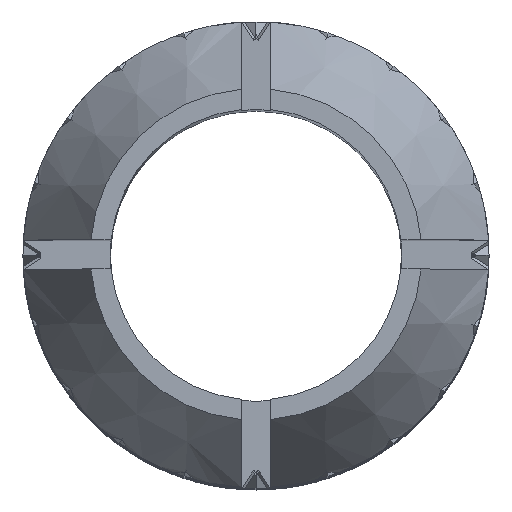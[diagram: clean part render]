
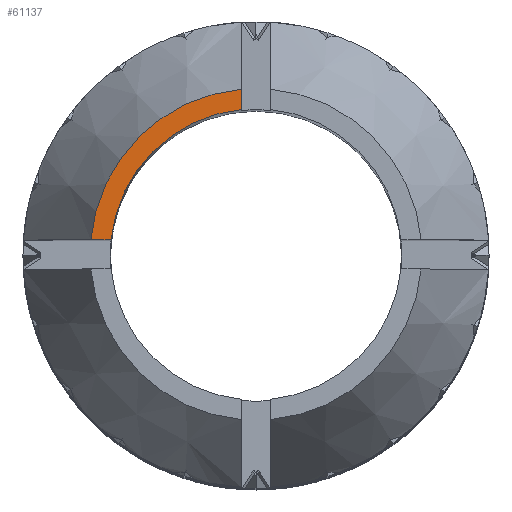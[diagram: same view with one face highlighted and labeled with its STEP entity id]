
A CAD part, top view. The second image highlights one B-rep face of the part: STEP entity #61137.
In plain terms, the highlighted planar face has unit normal (0, 0, 1).
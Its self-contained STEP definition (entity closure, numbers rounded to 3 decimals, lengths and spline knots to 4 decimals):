
#4260 = CARTESIAN_POINT ( 'NONE',  ( -0.25, 2.8343, 25. ) ) ;
#5574 = CARTESIAN_POINT ( 'NONE',  ( -2.8343, 0.25, 25. ) ) ;
#18615 = ORIENTED_EDGE ( 'NONE', *, *, #357109, .F. ) ;
#28887 = EDGE_LOOP ( 'NONE', ( #18615, #319579, #144322, #58148 ) ) ;
#30343 = DIRECTION ( 'NONE',  ( -1., 0., 0. ) ) ;
#52173 = AXIS2_PLACEMENT_3D ( 'NONE', #416082, #173269, #456779 ) ;
#58148 = ORIENTED_EDGE ( 'NONE', *, *, #125688, .F. ) ;
#61137 = ADVANCED_FACE ( 'NONE', ( #266497 ), #265352, .T. ) ;
#92112 = VERTEX_POINT ( 'NONE', #5574 ) ;
#104072 = DIRECTION ( 'NONE',  ( 1., 0., 0. ) ) ;
#106966 = VERTEX_POINT ( 'NONE', #149813 ) ;
#107114 = EDGE_CURVE ( 'NONE', #127636, #92112, #203634, .T. ) ;
#114836 = CARTESIAN_POINT ( 'NONE',  ( -0.25, 3.9922, 25. ) ) ;
#125688 = EDGE_CURVE ( 'NONE', #518065, #106966, #372118, .T. ) ;
#127636 = VERTEX_POINT ( 'NONE', #312253 ) ;
#144322 = ORIENTED_EDGE ( 'NONE', *, *, #189284, .T. ) ;
#149813 = CARTESIAN_POINT ( 'NONE',  ( -0.25, 2.4875, 25. ) ) ;
#169145 = VECTOR ( 'NONE', #277898, 1000. ) ;
#173269 = DIRECTION ( 'NONE',  ( 0., 0., -1. ) ) ;
#189284 = EDGE_CURVE ( 'NONE', #127636, #106966, #456320, .T. ) ;
#203634 = LINE ( 'NONE', #353043, #393785 ) ;
#245424 = AXIS2_PLACEMENT_3D ( 'NONE', #515801, #273085, #30343 ) ;
#265352 = PLANE ( 'NONE',  #443998 ) ;
#266497 = FACE_OUTER_BOUND ( 'NONE', #28887, .T. ) ;
#273085 = DIRECTION ( 'NONE',  ( 0., 0., -1. ) ) ;
#273301 = DIRECTION ( 'NONE',  ( -1., 0., 0. ) ) ;
#277898 = DIRECTION ( 'NONE',  ( 0., -1., 0. ) ) ;
#306132 = CARTESIAN_POINT ( 'NONE',  ( 0., 0., 25. ) ) ;
#312253 = CARTESIAN_POINT ( 'NONE',  ( -2.4875, 0.25, 25. ) ) ;
#319579 = ORIENTED_EDGE ( 'NONE', *, *, #107114, .F. ) ;
#346871 = DIRECTION ( 'NONE',  ( 0., 0., 1. ) ) ;
#353043 = CARTESIAN_POINT ( 'NONE',  ( -3.9922, 0.25, 25. ) ) ;
#357109 = EDGE_CURVE ( 'NONE', #92112, #518065, #381089, .T. ) ;
#372118 = LINE ( 'NONE', #114836, #169145 ) ;
#381089 = CIRCLE ( 'NONE', #245424, 2.8453 ) ;
#393785 = VECTOR ( 'NONE', #273301, 1000. ) ;
#416082 = CARTESIAN_POINT ( 'NONE',  ( 0., 0., 25. ) ) ;
#443998 = AXIS2_PLACEMENT_3D ( 'NONE', #306132, #346871, #104072 ) ;
#456320 = CIRCLE ( 'NONE', #52173, 2.5 ) ;
#456779 = DIRECTION ( 'NONE',  ( -1., 0., 0. ) ) ;
#515801 = CARTESIAN_POINT ( 'NONE',  ( 0., 0., 25. ) ) ;
#518065 = VERTEX_POINT ( 'NONE', #4260 ) ;
